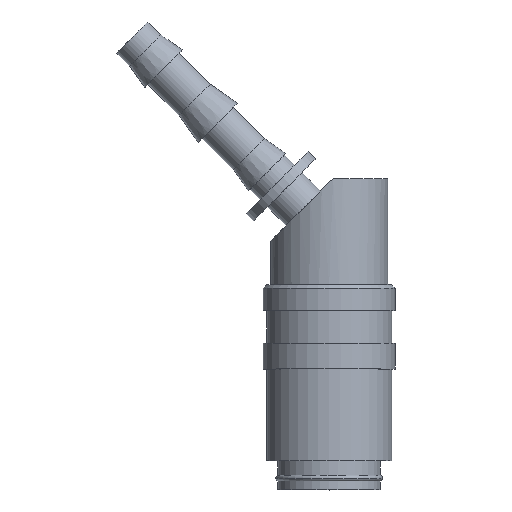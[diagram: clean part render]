
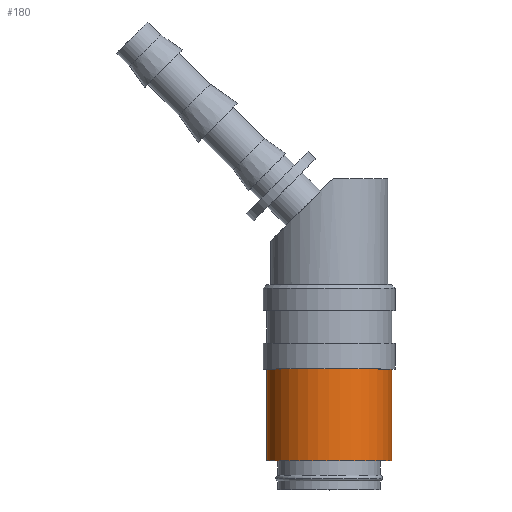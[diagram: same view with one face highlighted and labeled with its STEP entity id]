
A CAD part, top view. The second image highlights one B-rep face of the part: STEP entity #180.
In plain terms, the highlighted cylindrical face has radius 8.55 mm (diameter 17.1 mm), a partial arc.
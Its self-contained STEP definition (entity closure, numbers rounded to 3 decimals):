
#180=ADVANCED_FACE('',(#377),#378,.T.);
#377=FACE_OUTER_BOUND('',#584,.T.);
#378=CYLINDRICAL_SURFACE('',#585,8.55);
#584=EDGE_LOOP('',(#1015,#1016,#1017,#1018));
#585=AXIS2_PLACEMENT_3D('',#1019,#1020,#1021);
#1015=ORIENTED_EDGE('',*,*,#1302,.T.);
#1016=ORIENTED_EDGE('',*,*,#1303,.F.);
#1017=ORIENTED_EDGE('',*,*,#1304,.T.);
#1018=ORIENTED_EDGE('',*,*,#1208,.T.);
#1019=CARTESIAN_POINT('',(0.0,10.25,0.0));
#1020=DIRECTION('',(-0.0,1.0,0.0));
#1021=DIRECTION('',(1.0,0.0,0.0));
#1208=EDGE_CURVE('',#1447,#1446,#1449,.T.);
#1302=EDGE_CURVE('',#1446,#1568,#1569,.T.);
#1303=EDGE_CURVE('',#1570,#1568,#1571,.T.);
#1304=EDGE_CURVE('',#1570,#1447,#1572,.T.);
#1446=VERTEX_POINT('',#1787);
#1447=VERTEX_POINT('',#1788);
#1449=CIRCLE('',#1790,8.55);
#1568=VERTEX_POINT('',#1930);
#1569=LINE('',#1931,#1932);
#1570=VERTEX_POINT('',#1933);
#1571=CIRCLE('',#1934,8.55);
#1572=LINE('',#1935,#1936);
#1787=CARTESIAN_POINT('',(8.55,4.0,0.0));
#1788=CARTESIAN_POINT('',(-8.55,4.0,0.));
#1790=AXIS2_PLACEMENT_3D('',#2138,#2139,#2140);
#1930=CARTESIAN_POINT('',(8.55,16.5,0.0));
#1931=CARTESIAN_POINT('',(8.55,10.25,0.));
#1932=VECTOR('',#2279,1.0);
#1933=CARTESIAN_POINT('',(-8.55,16.5,0.));
#1934=AXIS2_PLACEMENT_3D('',#2280,#2281,#2282);
#1935=CARTESIAN_POINT('',(-8.55,10.25,0.));
#1936=VECTOR('',#2283,1.0);
#2138=CARTESIAN_POINT('',(0.0,4.0,0.0));
#2139=DIRECTION('',(-0.0,1.0,0.0));
#2140=DIRECTION('',(1.0,0.0,0.0));
#2279=DIRECTION('',(0.0,1.0,0.0));
#2280=CARTESIAN_POINT('',(0.0,16.5,0.0));
#2281=DIRECTION('',(-0.0,1.0,0.0));
#2282=DIRECTION('',(1.0,0.0,0.0));
#2283=DIRECTION('',(-0.0,-1.0,-0.0));
